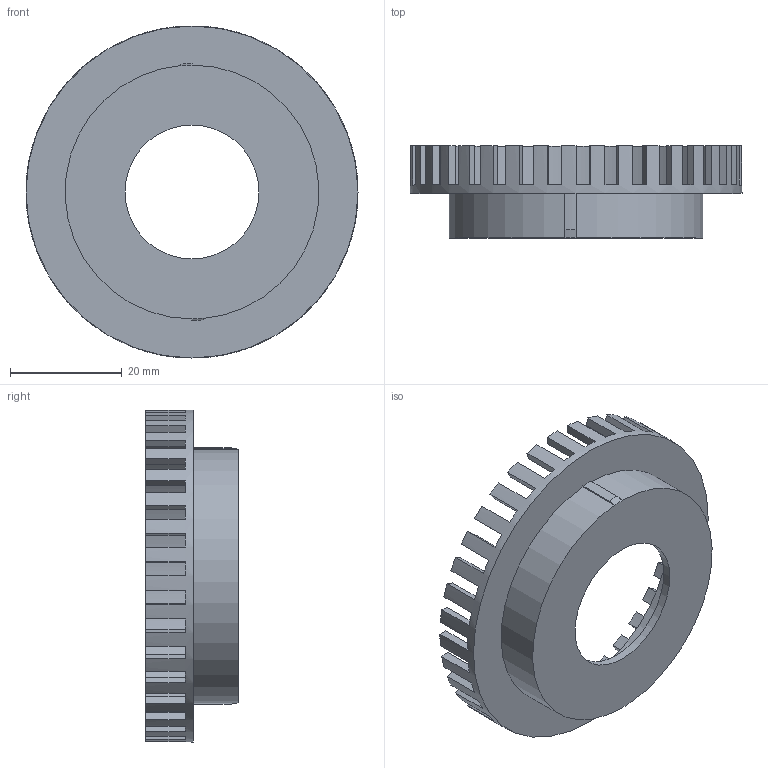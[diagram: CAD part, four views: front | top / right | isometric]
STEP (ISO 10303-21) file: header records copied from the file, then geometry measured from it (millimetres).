
FILE_DESCRIPTION((''),'2;1');
FILE_NAME('encoder_teeth.stp','2022-07-04T21:54:51',(''),(''),'STEP Write','Mastercam X8 ... CNC Software, Inc.','');
FILE_SCHEMA(('AUTOMOTIVE_DESIGN'));
Length unit declared in the file: millimetre
Products named in the file (1): None
Bounding box: 59.5 x 16.5 x 59.5 mm (x, y, z)
Volume: 6114.8 mm3; surface area: 9299.6 mm2
Topology: 1 solids, 1 shells, 161 faces, 466 edges, 309 vertices
Faces by surface type: plane 116, cylinder 43, cone 2
Full cylindrical faces by diameter (mm): 24 x1, 42.5 x1, 59.5 x1
Entity records: 5346 total; most frequent: DIRECTION 944, CARTESIAN_POINT 933, ORIENTED_EDGE 926, EDGE_CURVE 463, AXIS2_PLACEMENT_3D 320, VERTEX_POINT 309, VECTOR 304, LINE 304
